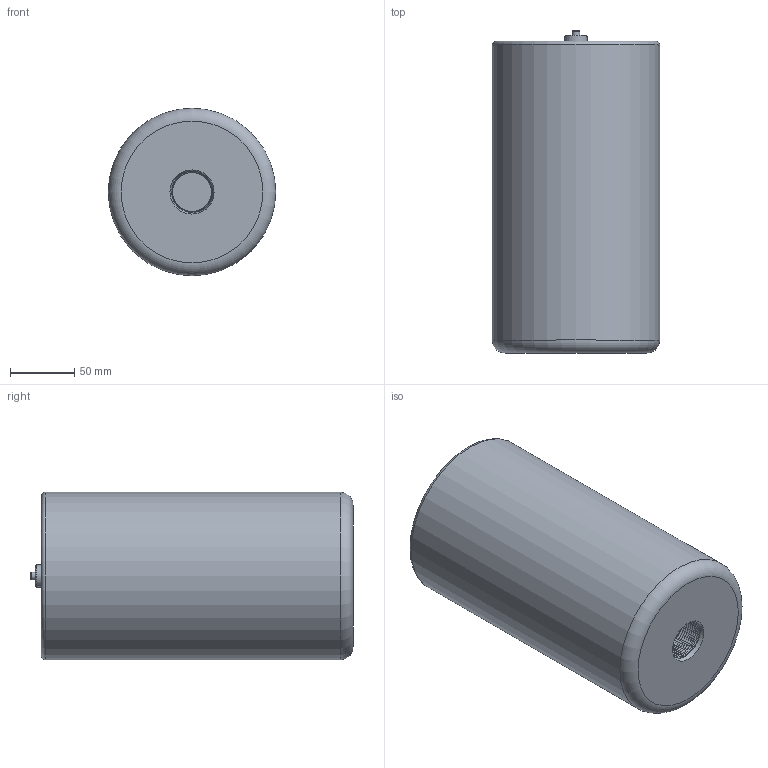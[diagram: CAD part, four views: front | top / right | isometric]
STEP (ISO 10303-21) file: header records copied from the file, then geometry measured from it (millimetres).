
FILE_DESCRIPTION (( 'STEP AP214' ), '1' );
FILE_NAME ('U010A01X1-PC.STEP', '2019-10-24T09:42:56', ( '' ), ( '' ), 'SwSTEP 2.0', 'SolidWorks 2020', '' );
FILE_SCHEMA (( 'AUTOMOTIVE_DESIGN' ));
Length unit declared in the file: millimetre
Products named in the file (3): U010 Body; U010A01X1-PC; Charging adaptor
Assembly tree (2 placements, depth 2):
  U010A01X1-PC
    U010 Body
    Charging adaptor
Bounding box: 130 x 250 x 130 mm (x, y, z)
Volume: 3068826.8 mm3; surface area: 134609.7 mm2
Topology: 2 solids, 2 shells, 92 faces, 210 edges, 130 vertices
Faces by surface type: plane 50, cylinder 26, torus 7, cone 6, bspline 3
Full cylindrical faces by diameter (mm): 2.5 x2, 6 x1, 11.671 x2, 13 x2, 17.3 x1, 30.291 x9, 100 x1, 130 x1
Entity records: 4871 total; most frequent: CARTESIAN_POINT 2959, DIRECTION 365, ORIENTED_EDGE 302, EDGE_CURVE 151, AXIS2_PLACEMENT_3D 144, EDGE_LOOP 117, VERTEX_POINT 104, FACE_OUTER_BOUND 100
